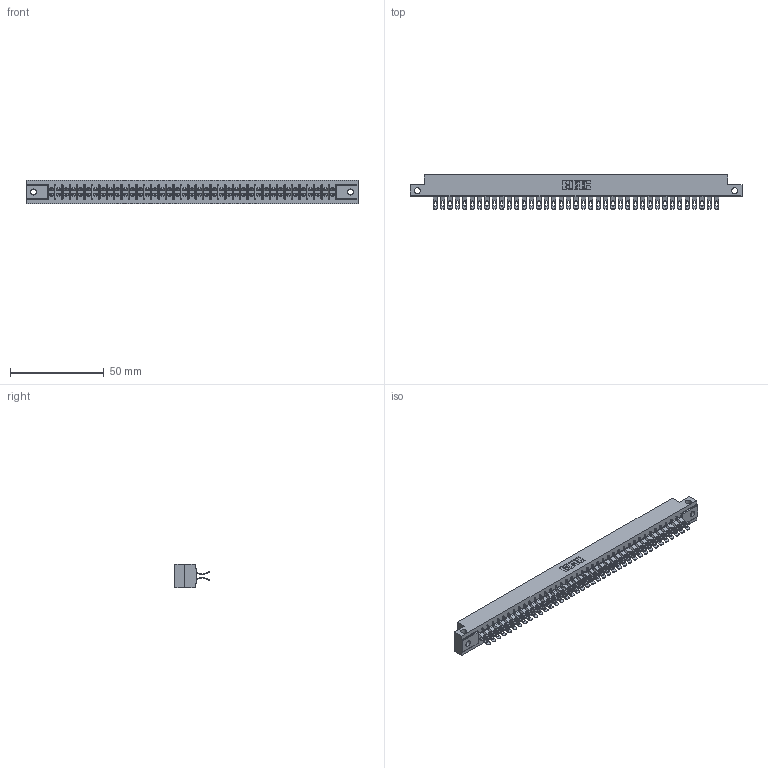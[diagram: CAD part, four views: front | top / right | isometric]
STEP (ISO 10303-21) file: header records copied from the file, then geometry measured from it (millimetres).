
FILE_DESCRIPTION (( 'STEP AP203' ), '1' );
FILE_NAME ('315-078-555-212.STEP', '2020-09-20T04:12:33', ( '' ), ( '' ), 'SwSTEP 2.0', 'SolidWorks 2020', '' );
FILE_SCHEMA (( 'CONFIG_CONTROL_DESIGN' ));
Length unit declared in the file: inch
Products named in the file (3): 305 Part_.128 Dia; 315-078-555-212; 305-290-001_555
Assembly tree (79 placements, depth 2):
  315-078-555-212
    305 Part_.128 Dia
    305-290-001_555  x78
Bounding box: 177.55 x 18.41 x 12.7 mm (x, y, z)
Volume: 18534.8 mm3; surface area: 25056.1 mm2
Topology: 79 solids, 79 shells, 5276 faces, 15757 edges, 10290 vertices
Faces by surface type: plane 2564, cylinder 2556, sphere 156
Entity records: 43622 total; most frequent: CARTESIAN_POINT 7285, ORIENTED_EDGE 7178, DIRECTION 6983, EDGE_CURVE 3589, LINE 2863, VECTOR 2863, VERTEX_POINT 2282, AXIS2_PLACEMENT_3D 2060
